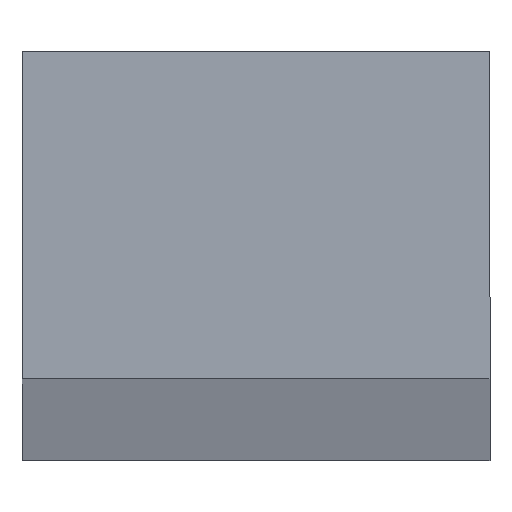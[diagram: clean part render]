
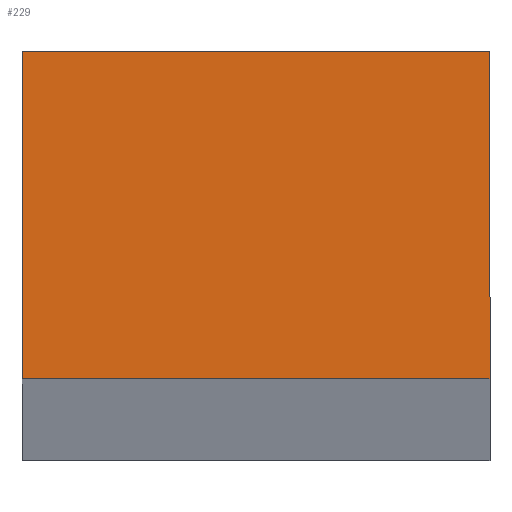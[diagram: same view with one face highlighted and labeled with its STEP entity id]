
A CAD part, top view. The second image highlights one B-rep face of the part: STEP entity #229.
In plain terms, the highlighted planar face has unit normal (0, 0, 1).
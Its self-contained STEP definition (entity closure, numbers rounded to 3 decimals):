
#7 = VECTOR ( 'NONE', #166, 1000. ) ;
#13 = AXIS2_PLACEMENT_3D ( 'NONE', #127, #126, #139 ) ;
#20 = VECTOR ( 'NONE', #167, 1000. ) ;
#24 = FACE_OUTER_BOUND ( 'NONE', #130, .T. ) ;
#33 = VECTOR ( 'NONE', #112, 1000. ) ;
#35 = VECTOR ( 'NONE', #136, 1000. ) ;
#89 = ORIENTED_EDGE ( 'NONE', *, *, #223, .T. ) ;
#97 = ORIENTED_EDGE ( 'NONE', *, *, #227, .T. ) ;
#98 = ORIENTED_EDGE ( 'NONE', *, *, #208, .T. ) ;
#101 = ORIENTED_EDGE ( 'NONE', *, *, #211, .T. ) ;
#107 = LINE ( 'NONE', #124, #35 ) ;
#109 = VERTEX_POINT ( 'NONE', #164 ) ;
#112 = DIRECTION ( 'NONE',  ( 1., 0., 0. ) ) ;
#115 = VERTEX_POINT ( 'NONE', #179 ) ;
#124 = CARTESIAN_POINT ( 'NONE',  ( -5., 3.5, 500. ) ) ;
#126 = DIRECTION ( 'NONE',  ( 0., 0., 1. ) ) ;
#127 = CARTESIAN_POINT ( 'NONE',  ( 0., 0., 500. ) ) ;
#128 = CARTESIAN_POINT ( 'NONE',  ( -5., 3.5, 500. ) ) ;
#129 = VERTEX_POINT ( 'NONE', #134 ) ;
#130 = EDGE_LOOP ( 'NONE', ( #89, #101, #97, #98 ) ) ;
#134 = CARTESIAN_POINT ( 'NONE',  ( -5., -3.5, 500. ) ) ;
#136 = DIRECTION ( 'NONE',  ( -1., 0., 0. ) ) ;
#139 = DIRECTION ( 'NONE',  ( 1., 0., 0. ) ) ;
#149 = VERTEX_POINT ( 'NONE', #184 ) ;
#150 = LINE ( 'NONE', #128, #20 ) ;
#160 = CARTESIAN_POINT ( 'NONE',  ( -5., -3.5, 500. ) ) ;
#163 = LINE ( 'NONE', #180, #7 ) ;
#164 = CARTESIAN_POINT ( 'NONE',  ( -5., 3.5, 500. ) ) ;
#166 = DIRECTION ( 'NONE',  ( 0., 1., 0. ) ) ;
#167 = DIRECTION ( 'NONE',  ( 0., -1., 0. ) ) ;
#179 = CARTESIAN_POINT ( 'NONE',  ( 5., 3.5, 500. ) ) ;
#180 = CARTESIAN_POINT ( 'NONE',  ( 5., 3.5, 500. ) ) ;
#183 = PLANE ( 'NONE',  #13 ) ;
#184 = CARTESIAN_POINT ( 'NONE',  ( 5., -3.5, 500. ) ) ;
#192 = LINE ( 'NONE', #160, #33 ) ;
#208 = EDGE_CURVE ( 'NONE', #115, #109, #107, .T. ) ;
#211 = EDGE_CURVE ( 'NONE', #129, #149, #192, .T. ) ;
#223 = EDGE_CURVE ( 'NONE', #109, #129, #150, .T. ) ;
#227 = EDGE_CURVE ( 'NONE', #149, #115, #163, .T. ) ;
#229 = ADVANCED_FACE ( 'NONE', ( #24 ), #183, .T. ) ;
